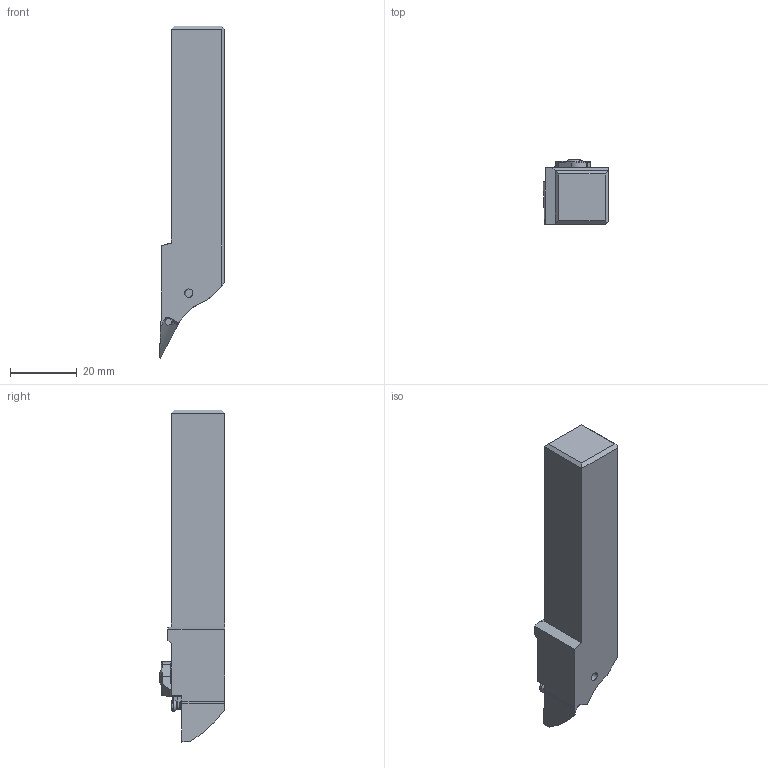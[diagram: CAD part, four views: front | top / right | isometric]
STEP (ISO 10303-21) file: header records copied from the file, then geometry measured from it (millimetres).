
FILE_DESCRIPTION(/* description */ (''),/* implementation_level */ '2;1');
FILE_NAME(/* name */ 'SXZCR1616H15.stp',/* time_stamp */ '2021-12-22T09:37:51+09:00',/* author */ (''),/* organization */ (''),/* preprocessor_version */ 'ST-DEVELOPER v16',/* originating_system */ 'SIEMENS PLM Software NX 10.0',/* authorisation */ '');
FILE_SCHEMA (('AUTOMOTIVE_DESIGN { 1 0 10303 214 3 1 1 1 }'));
Length unit declared in the file: millimetre
Products named in the file (1): SXZCR1616H15_ASM
Bounding box: 19.52 x 19.51 x 99.44 mm (x, y, z)
Volume: 22569.3 mm3; surface area: 7074.7 mm2
Topology: 5 solids, 5 shells, 172 faces, 473 edges, 315 vertices
Faces by surface type: cylinder 75, plane 64, cone 18, torus 11, sphere 2, bspline 2
Entity records: 6105 total; most frequent: CARTESIAN_POINT 1414, DIRECTION 1014, ORIENTED_EDGE 934, EDGE_CURVE 467, AXIS2_PLACEMENT_3D 395, VERTEX_POINT 312, LINE 224, VECTOR 224
